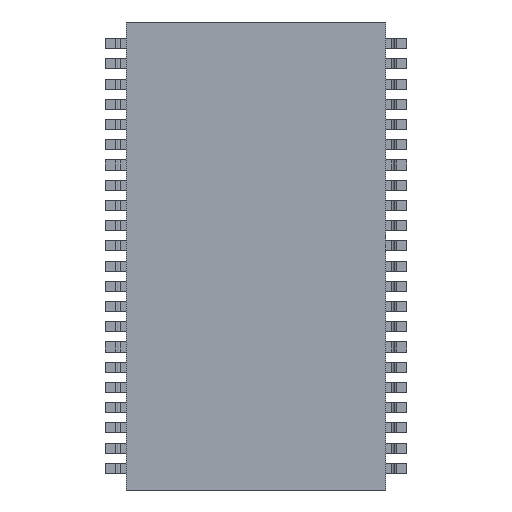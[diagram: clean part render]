
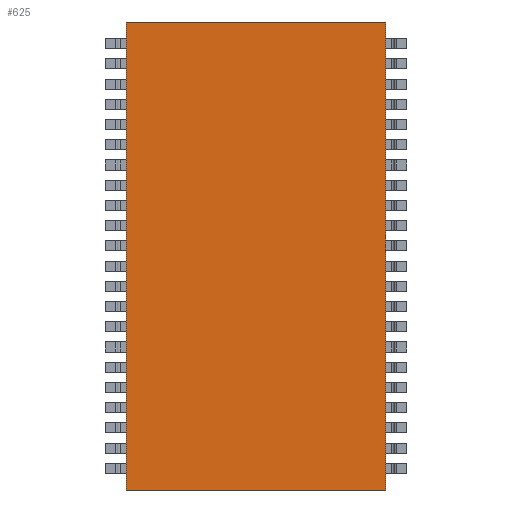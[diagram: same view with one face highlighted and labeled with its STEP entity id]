
A CAD part, front view. The second image highlights one B-rep face of the part: STEP entity #625.
In plain terms, the highlighted planar face has unit normal (0, -1, 0).
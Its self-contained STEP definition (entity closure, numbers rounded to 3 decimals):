
#172 = CARTESIAN_POINT ( 'NONE',  ( 5.131, 0.1, 9.258 ) ) ;
#287 = LINE ( 'NONE', #521, #2388 ) ;
#321 = CARTESIAN_POINT ( 'NONE',  ( 5.131, 0.1, -9.258 ) ) ;
#346 = EDGE_CURVE ( 'NONE', #2114, #1661, #624, .T. ) ;
#458 = DIRECTION ( 'NONE',  ( 0., -1., 0. ) ) ;
#480 = CARTESIAN_POINT ( 'NONE',  ( 5.131, 0.1, 9.258 ) ) ;
#521 = CARTESIAN_POINT ( 'NONE',  ( 5.131, 0.1, -9.258 ) ) ;
#624 = LINE ( 'NONE', #172, #1128 ) ;
#625 = ADVANCED_FACE ( 'NONE', ( #2907 ), #1218, .T. ) ;
#740 = EDGE_CURVE ( 'NONE', #1790, #2114, #287, .T. ) ;
#1128 = VECTOR ( 'NONE', #2359, 1000. ) ;
#1218 = PLANE ( 'NONE',  #3049 ) ;
#1259 = ORIENTED_EDGE ( 'NONE', *, *, #346, .T. ) ;
#1396 = DIRECTION ( 'NONE',  ( 0., 0., 1. ) ) ;
#1401 = ORIENTED_EDGE ( 'NONE', *, *, #740, .T. ) ;
#1607 = ORIENTED_EDGE ( 'NONE', *, *, #2792, .T. ) ;
#1661 = VERTEX_POINT ( 'NONE', #2566 ) ;
#1757 = VECTOR ( 'NONE', #1995, 1000. ) ;
#1790 = VERTEX_POINT ( 'NONE', #2243 ) ;
#1850 = EDGE_CURVE ( 'NONE', #2093, #1790, #2283, .T. ) ;
#1933 = VECTOR ( 'NONE', #2920, 1000. ) ;
#1934 = EDGE_LOOP ( 'NONE', ( #1607, #2219, #1401, #1259 ) ) ;
#1995 = DIRECTION ( 'NONE',  ( 1., 0., 0. ) ) ;
#2093 = VERTEX_POINT ( 'NONE', #3187 ) ;
#2114 = VERTEX_POINT ( 'NONE', #480 ) ;
#2142 = CARTESIAN_POINT ( 'NONE',  ( 5.131, 0.1, -9.258 ) ) ;
#2183 = CARTESIAN_POINT ( 'NONE',  ( -5.131, 0.1, -9.258 ) ) ;
#2219 = ORIENTED_EDGE ( 'NONE', *, *, #1850, .T. ) ;
#2243 = CARTESIAN_POINT ( 'NONE',  ( 5.131, 0.1, -9.258 ) ) ;
#2283 = LINE ( 'NONE', #321, #1757 ) ;
#2359 = DIRECTION ( 'NONE',  ( -1., 0., 0. ) ) ;
#2382 = DIRECTION ( 'NONE',  ( 0., 0., -1. ) ) ;
#2388 = VECTOR ( 'NONE', #1396, 1000. ) ;
#2566 = CARTESIAN_POINT ( 'NONE',  ( -5.131, 0.1, 9.258 ) ) ;
#2792 = EDGE_CURVE ( 'NONE', #1661, #2093, #3195, .T. ) ;
#2907 = FACE_OUTER_BOUND ( 'NONE', #1934, .T. ) ;
#2920 = DIRECTION ( 'NONE',  ( 0., 0., -1. ) ) ;
#3049 = AXIS2_PLACEMENT_3D ( 'NONE', #2142, #458, #2382 ) ;
#3187 = CARTESIAN_POINT ( 'NONE',  ( -5.131, 0.1, -9.258 ) ) ;
#3195 = LINE ( 'NONE', #2183, #1933 ) ;
